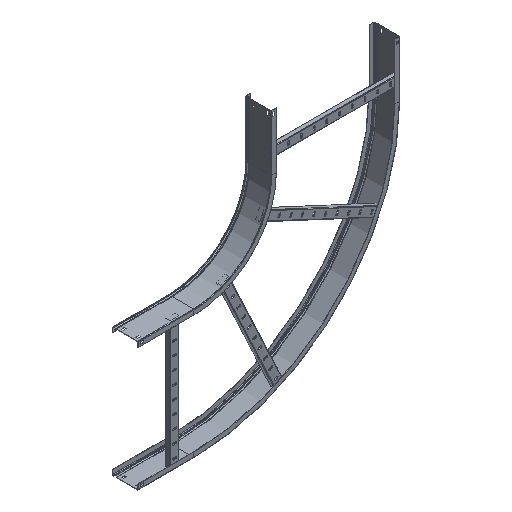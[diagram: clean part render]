
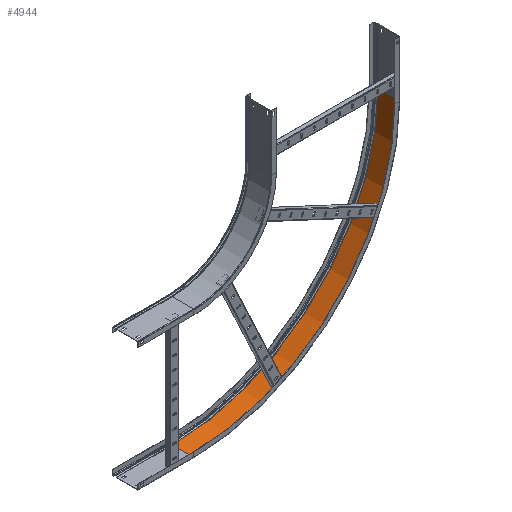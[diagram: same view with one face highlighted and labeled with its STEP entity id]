
A CAD part, isometric view. The second image highlights one B-rep face of the part: STEP entity #4944.
In plain terms, the highlighted cylindrical face has radius 798.8 mm (diameter 1597.6 mm), a partial arc.
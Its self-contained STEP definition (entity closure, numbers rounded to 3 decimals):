
#469 = CARTESIAN_POINT ( 'NONE',  ( 0., 84.026, -798.8 ) ) ;
#568 = ORIENTED_EDGE ( 'NONE', *, *, #7904, .F. ) ;
#643 = CARTESIAN_POINT ( 'NONE',  ( 0., 2.2, -798.8 ) ) ;
#799 = CARTESIAN_POINT ( 'NONE',  ( 0., 2.2, 0. ) ) ;
#945 = LINE ( 'NONE', #4035, #3689 ) ;
#1135 = DIRECTION ( 'NONE',  ( 0., 1., 0. ) ) ;
#1541 = DIRECTION ( 'NONE',  ( 0., 1., 0. ) ) ;
#2274 = DIRECTION ( 'NONE',  ( 0., 0., 1. ) ) ;
#2652 = DIRECTION ( 'NONE',  ( 0., 1., 0. ) ) ;
#3109 = CIRCLE ( 'NONE', #4040, 798.8 ) ;
#3217 = LINE ( 'NONE', #6523, #8702 ) ;
#3326 = ORIENTED_EDGE ( 'NONE', *, *, #4703, .F. ) ;
#3504 = AXIS2_PLACEMENT_3D ( 'NONE', #799, #1541, #6231 ) ;
#3689 = VECTOR ( 'NONE', #2652, 1000. ) ;
#3733 = VERTEX_POINT ( 'NONE', #643 ) ;
#3747 = VERTEX_POINT ( 'NONE', #6110 ) ;
#4035 = CARTESIAN_POINT ( 'NONE',  ( 798.8, 0., 0. ) ) ;
#4040 = AXIS2_PLACEMENT_3D ( 'NONE', #4216, #7073, #2274 ) ;
#4216 = CARTESIAN_POINT ( 'NONE',  ( 0., 84.026, 0. ) ) ;
#4395 = EDGE_LOOP ( 'NONE', ( #7894, #3326, #568, #7722 ) ) ;
#4703 = EDGE_CURVE ( 'NONE', #3733, #6019, #3217, .T. ) ;
#4944 = ADVANCED_FACE ( 'NONE', ( #7077 ), #7708, .F. ) ;
#5229 = CARTESIAN_POINT ( 'NONE',  ( 798.8, 2.2, 0. ) ) ;
#5385 = DIRECTION ( 'NONE',  ( 0., 1., 0. ) ) ;
#5636 = CIRCLE ( 'NONE', #3504, 798.8 ) ;
#6019 = VERTEX_POINT ( 'NONE', #469 ) ;
#6098 = DIRECTION ( 'NONE',  ( 0., 0., 1. ) ) ;
#6110 = CARTESIAN_POINT ( 'NONE',  ( 798.8, 84.026, 0. ) ) ;
#6231 = DIRECTION ( 'NONE',  ( 0., 0., 1. ) ) ;
#6334 = VERTEX_POINT ( 'NONE', #5229 ) ;
#6523 = CARTESIAN_POINT ( 'NONE',  ( 0., 2.2, -798.8 ) ) ;
#7073 = DIRECTION ( 'NONE',  ( 0., 1., 0. ) ) ;
#7077 = FACE_OUTER_BOUND ( 'NONE', #4395, .T. ) ;
#7341 = EDGE_CURVE ( 'NONE', #6334, #3747, #945, .T. ) ;
#7708 = CYLINDRICAL_SURFACE ( 'NONE', #8062, 798.8 ) ;
#7722 = ORIENTED_EDGE ( 'NONE', *, *, #7341, .T. ) ;
#7894 = ORIENTED_EDGE ( 'NONE', *, *, #8542, .T. ) ;
#7904 = EDGE_CURVE ( 'NONE', #6334, #3733, #5636, .T. ) ;
#8062 = AXIS2_PLACEMENT_3D ( 'NONE', #8848, #5385, #6098 ) ;
#8542 = EDGE_CURVE ( 'NONE', #3747, #6019, #3109, .T. ) ;
#8702 = VECTOR ( 'NONE', #1135, 1000. ) ;
#8848 = CARTESIAN_POINT ( 'NONE',  ( 0., 0., 0. ) ) ;
